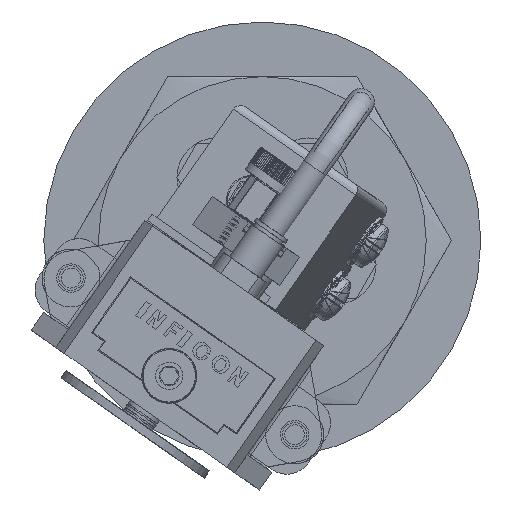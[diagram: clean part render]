
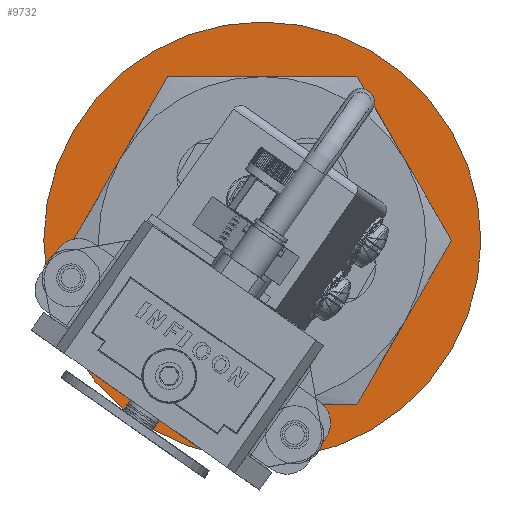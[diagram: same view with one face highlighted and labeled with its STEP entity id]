
A CAD part, front view. The second image highlights one B-rep face of the part: STEP entity #9732.
In plain terms, the highlighted planar face has unit normal (0, -1, 0).
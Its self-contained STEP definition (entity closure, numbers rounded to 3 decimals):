
#8369=PLANE('',#32647);
#9732=ADVANCED_FACE('',(#11893,#11894),#8369,.F.);
#11893=FACE_BOUND('',#12767,.T.);
#11894=FACE_BOUND('',#12768,.T.);
#12767=EDGE_LOOP('',(#15343));
#12768=EDGE_LOOP('',(#15344));
#15343=ORIENTED_EDGE('',*,*,#26638,.F.);
#15344=ORIENTED_EDGE('',*,*,#26640,.T.);
#23784=VERTEX_POINT('',#46192);
#23786=VERTEX_POINT('',#46197);
#26638=EDGE_CURVE('',#23784,#23784,#30887,.T.);
#26640=EDGE_CURVE('',#23786,#23786,#30889,.T.);
#30887=CIRCLE('',#32641,25.4);
#30889=CIRCLE('',#32644,13.03);
#32641=AXIS2_PLACEMENT_3D('',#46191,#36600,#36601);
#32644=AXIS2_PLACEMENT_3D('',#46196,#36606,#36607);
#32647=AXIS2_PLACEMENT_3D('',#46201,#36612,#36613);
#36600=DIRECTION('',(0.,1.,0.));
#36601=DIRECTION('',(1.,0.,0.));
#36606=DIRECTION('',(0.,1.,0.));
#36607=DIRECTION('',(1.,0.,0.));
#36612=DIRECTION('',(0.,1.,0.));
#36613=DIRECTION('',(1.,0.,0.));
#46191=CARTESIAN_POINT('',(-12.639,-114.453,0.663));
#46192=CARTESIAN_POINT('',(12.761,-114.453,0.663));
#46196=CARTESIAN_POINT('',(-12.639,-114.453,0.663));
#46197=CARTESIAN_POINT('',(0.391,-114.453,0.663));
#46201=CARTESIAN_POINT('',(-12.639,-114.453,0.663));
